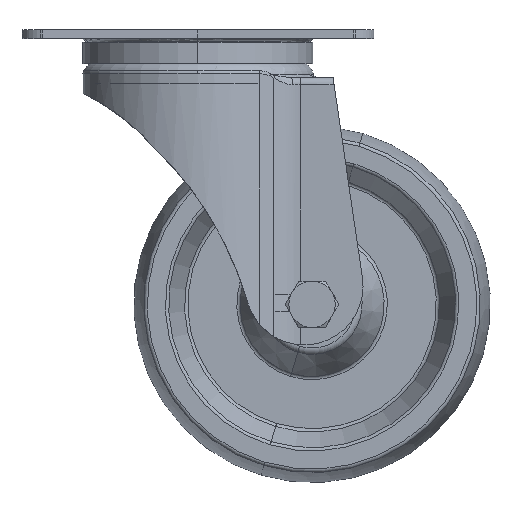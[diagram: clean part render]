
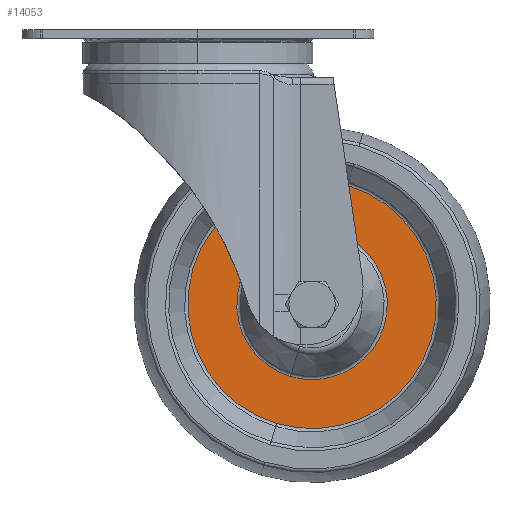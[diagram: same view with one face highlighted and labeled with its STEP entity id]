
A CAD part, top view. The second image highlights one B-rep face of the part: STEP entity #14053.
In plain terms, the highlighted planar face has unit normal (0, 0, 1).
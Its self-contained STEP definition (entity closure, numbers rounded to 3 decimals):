
#472 = CARTESIAN_POINT ( 'NONE',  ( 38.027, -56.756, 6. ) ) ;
#1018 = DIRECTION ( 'NONE',  ( 0., 0., -1. ) ) ;
#1683 = VERTEX_POINT ( 'NONE', #7102 ) ;
#1693 = CARTESIAN_POINT ( 'NONE',  ( 32., -76.995, 6. ) ) ;
#1994 = CIRCLE ( 'NONE', #9045, 34.856 ) ;
#2049 = ORIENTED_EDGE ( 'NONE', *, *, #10185, .T. ) ;
#2106 = PLANE ( 'NONE',  #13538 ) ;
#2474 = VERTEX_POINT ( 'NONE', #9438 ) ;
#2874 = CARTESIAN_POINT ( 'NONE',  ( 32., -76.995, 6. ) ) ;
#2895 = DIRECTION ( 'NONE',  ( -0.285, -0.958, 0. ) ) ;
#3507 = ORIENTED_EDGE ( 'NONE', *, *, #11006, .T. ) ;
#3965 = DIRECTION ( 'NONE',  ( -0.285, -0.958, 0. ) ) ;
#4511 = EDGE_LOOP ( 'NONE', ( #13129, #2049 ) ) ;
#4731 = CIRCLE ( 'NONE', #11809, 34.856 ) ;
#5118 = EDGE_CURVE ( 'NONE', #2474, #12781, #4731, .T. ) ;
#6510 = CIRCLE ( 'NONE', #11059, 21.118 ) ;
#6661 = CARTESIAN_POINT ( 'NONE',  ( 66.024, -87.126, 6. ) ) ;
#6867 = ORIENTED_EDGE ( 'NONE', *, *, #5118, .T. ) ;
#7102 = CARTESIAN_POINT ( 'NONE',  ( 25.973, -97.235, 6. ) ) ;
#7828 = DIRECTION ( 'NONE',  ( -0.285, -0.958, 0. ) ) ;
#7864 = CARTESIAN_POINT ( 'NONE',  ( 32., -76.995, 6. ) ) ;
#8323 = CARTESIAN_POINT ( 'NONE',  ( 32., -76.995, 6. ) ) ;
#8429 = CIRCLE ( 'NONE', #8932, 21.118 ) ;
#8460 = DIRECTION ( 'NONE',  ( 0., 0., 1. ) ) ;
#8510 = DIRECTION ( 'NONE',  ( -0.285, -0.958, 0. ) ) ;
#8867 = EDGE_CURVE ( 'NONE', #1683, #9394, #6510, .T. ) ;
#8932 = AXIS2_PLACEMENT_3D ( 'NONE', #7864, #1018, #9008 ) ;
#9008 = DIRECTION ( 'NONE',  ( -0.285, -0.958, 0. ) ) ;
#9045 = AXIS2_PLACEMENT_3D ( 'NONE', #2874, #10829, #3965 ) ;
#9361 = EDGE_LOOP ( 'NONE', ( #6867, #3507 ) ) ;
#9394 = VERTEX_POINT ( 'NONE', #472 ) ;
#9438 = CARTESIAN_POINT ( 'NONE',  ( 22.053, -110.402, 6. ) ) ;
#9687 = DIRECTION ( 'NONE',  ( 0., 0., -1. ) ) ;
#9826 = FACE_BOUND ( 'NONE', #4511, .T. ) ;
#10185 = EDGE_CURVE ( 'NONE', #9394, #1683, #8429, .T. ) ;
#10829 = DIRECTION ( 'NONE',  ( 0., 0., 1. ) ) ;
#11006 = EDGE_CURVE ( 'NONE', #12781, #2474, #1994, .T. ) ;
#11059 = AXIS2_PLACEMENT_3D ( 'NONE', #1693, #9687, #2895 ) ;
#11611 = CARTESIAN_POINT ( 'NONE',  ( 41.947, -43.589, 6. ) ) ;
#11809 = AXIS2_PLACEMENT_3D ( 'NONE', #8323, #8460, #8510 ) ;
#12781 = VERTEX_POINT ( 'NONE', #11611 ) ;
#13129 = ORIENTED_EDGE ( 'NONE', *, *, #8867, .T. ) ;
#13246 = FACE_OUTER_BOUND ( 'NONE', #9361, .T. ) ;
#13538 = AXIS2_PLACEMENT_3D ( 'NONE', #6661, #14720, #7828 ) ;
#14053 = ADVANCED_FACE ( 'NONE', ( #9826, #13246 ), #2106, .T. ) ;
#14720 = DIRECTION ( 'NONE',  ( 0., 0., 1. ) ) ;
